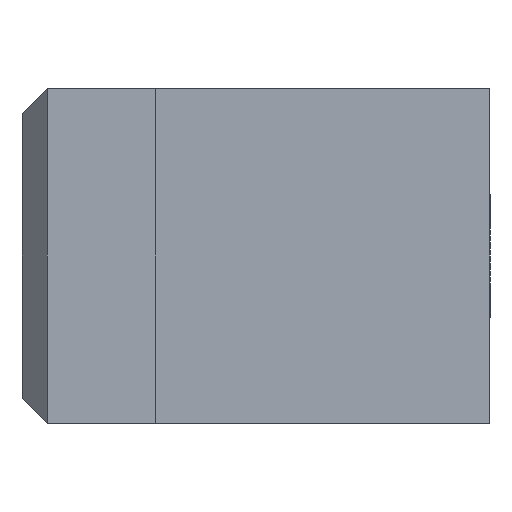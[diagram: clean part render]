
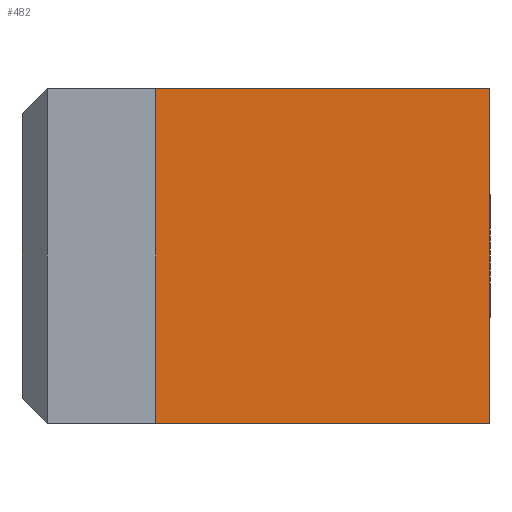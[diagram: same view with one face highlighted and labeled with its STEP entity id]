
A CAD part, left-side view. The second image highlights one B-rep face of the part: STEP entity #482.
In plain terms, the highlighted planar face has unit normal (-1, 0, 0).
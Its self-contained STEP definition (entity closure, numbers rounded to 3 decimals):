
#25 = VERTEX_POINT ( 'NONE', #36 ) ;
#36 = CARTESIAN_POINT ( 'NONE',  ( -177.5, 20., 10. ) ) ;
#37 = CARTESIAN_POINT ( 'NONE',  ( -177.5, -40.311, 10. ) ) ;
#43 = EDGE_CURVE ( 'NONE', #203, #777, #568, .T. ) ;
#44 = ORIENTED_EDGE ( 'NONE', *, *, #43, .T. ) ;
#147 = EDGE_CURVE ( 'NONE', #203, #730, #320, .T. ) ;
#169 = VECTOR ( 'NONE', #250, 1000. ) ;
#203 = VERTEX_POINT ( 'NONE', #376 ) ;
#213 = DIRECTION ( 'NONE',  ( 0., 0., -1. ) ) ;
#250 = DIRECTION ( 'NONE',  ( 0., 1., 0. ) ) ;
#257 = ORIENTED_EDGE ( 'NONE', *, *, #147, .F. ) ;
#320 = LINE ( 'NONE', #437, #354 ) ;
#349 = CARTESIAN_POINT ( 'NONE',  ( -177.5, -40.311, 10. ) ) ;
#354 = VECTOR ( 'NONE', #719, 1000. ) ;
#360 = DIRECTION ( 'NONE',  ( 1., 0., 0. ) ) ;
#375 = LINE ( 'NONE', #37, #169 ) ;
#376 = CARTESIAN_POINT ( 'NONE',  ( -177.5, 0., -10. ) ) ;
#379 = AXIS2_PLACEMENT_3D ( 'NONE', #349, #360, #213 ) ;
#386 = EDGE_LOOP ( 'NONE', ( #257, #44, #582, #541 ) ) ;
#397 = CARTESIAN_POINT ( 'NONE',  ( -177.5, 20., 10. ) ) ;
#437 = CARTESIAN_POINT ( 'NONE',  ( -177.5, -40.311, -10. ) ) ;
#454 = CARTESIAN_POINT ( 'NONE',  ( -177.5, 20., -10. ) ) ;
#466 = VECTOR ( 'NONE', #577, 1000. ) ;
#471 = VECTOR ( 'NONE', #597, 1000. ) ;
#482 = ADVANCED_FACE ( 'NONE', ( #771 ), #626, .F. ) ;
#540 = LINE ( 'NONE', #397, #471 ) ;
#541 = ORIENTED_EDGE ( 'NONE', *, *, #879, .T. ) ;
#568 = LINE ( 'NONE', #643, #466 ) ;
#577 = DIRECTION ( 'NONE',  ( 0., 0., 1. ) ) ;
#582 = ORIENTED_EDGE ( 'NONE', *, *, #697, .T. ) ;
#597 = DIRECTION ( 'NONE',  ( 0., 0., -1. ) ) ;
#626 = PLANE ( 'NONE',  #379 ) ;
#643 = CARTESIAN_POINT ( 'NONE',  ( -177.5, 0., 10. ) ) ;
#665 = CARTESIAN_POINT ( 'NONE',  ( -177.5, 0., 10. ) ) ;
#697 = EDGE_CURVE ( 'NONE', #777, #25, #375, .T. ) ;
#719 = DIRECTION ( 'NONE',  ( 0., 1., 0. ) ) ;
#730 = VERTEX_POINT ( 'NONE', #454 ) ;
#771 = FACE_OUTER_BOUND ( 'NONE', #386, .T. ) ;
#777 = VERTEX_POINT ( 'NONE', #665 ) ;
#879 = EDGE_CURVE ( 'NONE', #25, #730, #540, .T. ) ;
